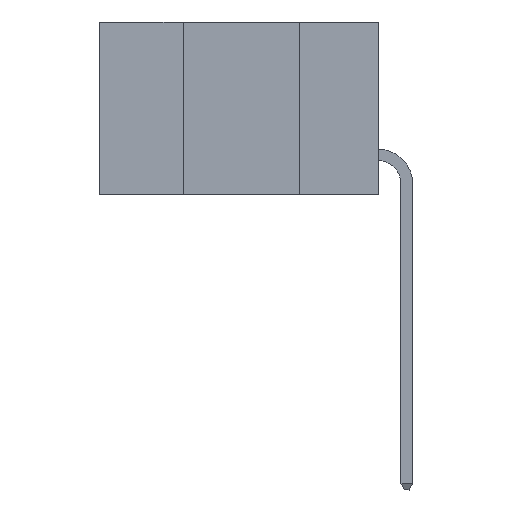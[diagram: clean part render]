
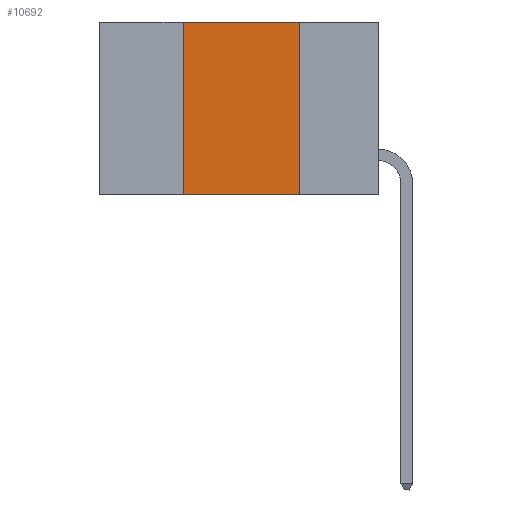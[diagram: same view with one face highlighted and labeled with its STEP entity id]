
A CAD part, left-side view. The second image highlights one B-rep face of the part: STEP entity #10692.
In plain terms, the highlighted planar face has unit normal (-1, 0, 0).
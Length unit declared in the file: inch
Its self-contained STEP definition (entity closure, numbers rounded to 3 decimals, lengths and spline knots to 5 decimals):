
#470 = DIRECTION ( 'NONE',  ( 0., 0., -1. ) ) ;
#1684 = LINE ( 'NONE', #14118, #18198 ) ;
#1920 = CARTESIAN_POINT ( 'NONE',  ( 0., 0.42, -0.37 ) ) ;
#2492 = EDGE_CURVE ( 'NONE', #5874, #22159, #1684, .T. ) ;
#3758 = DIRECTION ( 'NONE',  ( 1., 0., 0. ) ) ;
#4363 = ORIENTED_EDGE ( 'NONE', *, *, #2492, .F. ) ;
#4744 = LINE ( 'NONE', #18492, #18392 ) ;
#5791 = FACE_OUTER_BOUND ( 'NONE', #16228, .T. ) ;
#5874 = VERTEX_POINT ( 'NONE', #1920 ) ;
#6436 = ORIENTED_EDGE ( 'NONE', *, *, #16442, .F. ) ;
#7217 = DIRECTION ( 'NONE',  ( 0., 0., 1. ) ) ;
#8956 = PLANE ( 'NONE',  #16260 ) ;
#9485 = CARTESIAN_POINT ( 'NONE',  ( 0., 0.42, 0. ) ) ;
#9602 = CARTESIAN_POINT ( 'NONE',  ( 0., 0.17, -0.37 ) ) ;
#10284 = ORIENTED_EDGE ( 'NONE', *, *, #18610, .T. ) ;
#10426 = CARTESIAN_POINT ( 'NONE',  ( 0., 0.6, 0. ) ) ;
#10692 = ADVANCED_FACE ( 'NONE', ( #5791 ), #8956, .F. ) ;
#13405 = VECTOR ( 'NONE', #16483, 39.37008 ) ;
#13641 = ORIENTED_EDGE ( 'NONE', *, *, #15838, .F. ) ;
#14118 = CARTESIAN_POINT ( 'NONE',  ( 0., 0.42, -0.37 ) ) ;
#14773 = DIRECTION ( 'NONE',  ( 0., -1., 0. ) ) ;
#14837 = VECTOR ( 'NONE', #14773, 39.37008 ) ;
#15838 = EDGE_CURVE ( 'NONE', #19711, #20622, #16029, .T. ) ;
#15937 = CARTESIAN_POINT ( 'NONE',  ( 0., 0.6, 0. ) ) ;
#16029 = LINE ( 'NONE', #9602, #13405 ) ;
#16228 = EDGE_LOOP ( 'NONE', ( #13641, #6436, #4363, #10284 ) ) ;
#16260 = AXIS2_PLACEMENT_3D ( 'NONE', #15937, #3758, #470 ) ;
#16442 = EDGE_CURVE ( 'NONE', #22159, #19711, #18959, .T. ) ;
#16483 = DIRECTION ( 'NONE',  ( 0., 0., -1. ) ) ;
#16935 = DIRECTION ( 'NONE',  ( 0., -1., 0. ) ) ;
#17248 = CARTESIAN_POINT ( 'NONE',  ( 0., 0.17, -0.37 ) ) ;
#17532 = CARTESIAN_POINT ( 'NONE',  ( 0., 0.17, 0. ) ) ;
#18198 = VECTOR ( 'NONE', #7217, 39.37008 ) ;
#18392 = VECTOR ( 'NONE', #16935, 39.37008 ) ;
#18492 = CARTESIAN_POINT ( 'NONE',  ( 0., 0.6, -0.37 ) ) ;
#18610 = EDGE_CURVE ( 'NONE', #5874, #20622, #4744, .T. ) ;
#18959 = LINE ( 'NONE', #10426, #14837 ) ;
#19711 = VERTEX_POINT ( 'NONE', #17532 ) ;
#20622 = VERTEX_POINT ( 'NONE', #17248 ) ;
#22159 = VERTEX_POINT ( 'NONE', #9485 ) ;
